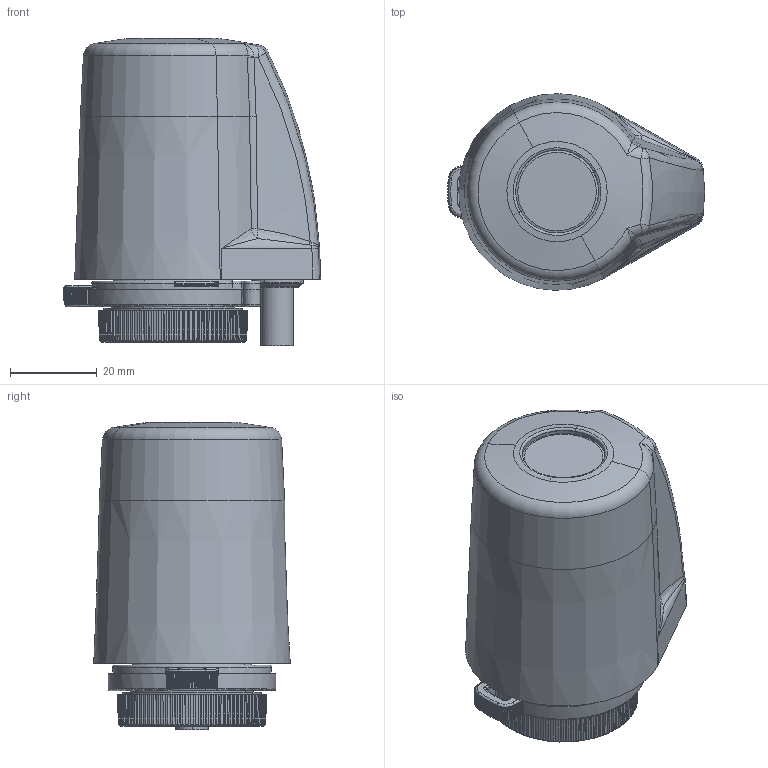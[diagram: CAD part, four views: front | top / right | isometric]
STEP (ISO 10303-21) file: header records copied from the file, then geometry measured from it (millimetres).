
FILE_DESCRIPTION(('CATIA V5 STEP Exchange'),'2;1');
FILE_NAME('STEP_656202_-_TST.stp','2017-07-27T12:19:50+00:00',('none'),('none'),'CATIA Version 5-6 Release 2014 SP5','CATIA V5 STEP AP203','none');
FILE_SCHEMA(('CONFIG_CONTROL_DESIGN'));
Length unit declared in the file: millimetre
Products named in the file (1): 656202 - TST
Bounding box: 59.26 x 45.29 x 70.74 mm (x, y, z)
Volume: 94086.3 mm3; surface area: 31001.4 mm2
Topology: 1 solids, 3 shells, 1449 faces, 3780 edges, 2295 vertices
Faces by surface type: cylinder 541, plane 291, bspline 282, cone 187, torus 129, sphere 14, revolution 5
Entity records: 64873 total; most frequent: CARTESIAN_POINT 36183, ORIENTED_EDGE 7488, EDGE_CURVE 3744, DIRECTION 3352, VERTEX_POINT 2295, B_SPLINE_CURVE_WITH_KNOTS 2032, AXIS2_PLACEMENT_3D 1708, EDGE_LOOP 1463
